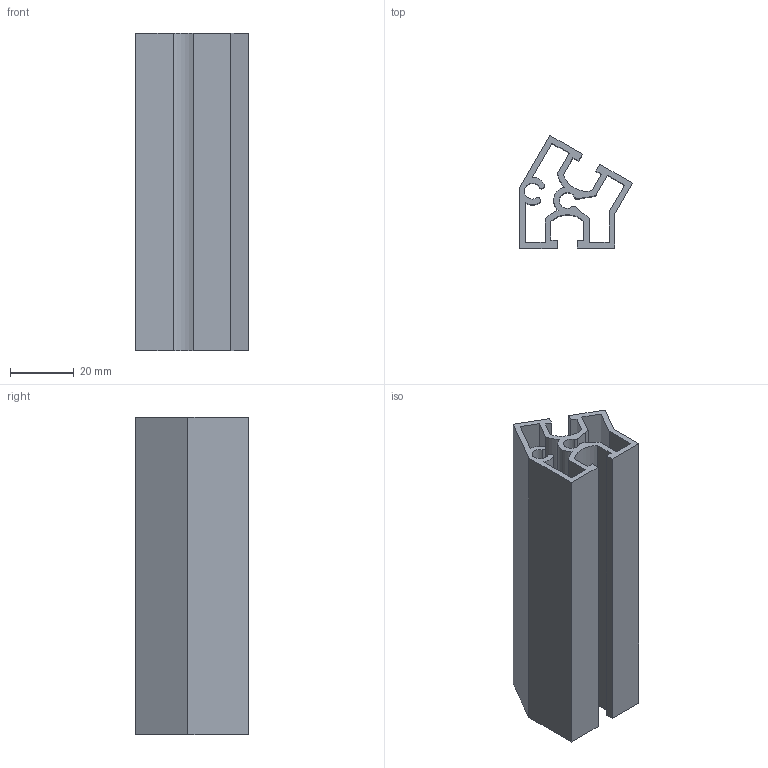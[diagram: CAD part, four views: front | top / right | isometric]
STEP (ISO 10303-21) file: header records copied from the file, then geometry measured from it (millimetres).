
FILE_DESCRIPTION((''),'2;1');
FILE_NAME('AF30A30-6.stp','2009-08-25T16:35:45',('Administrator'),(''),'Autodesk Inventor 2008','Autodesk Inventor 2008','');
FILE_SCHEMA(('AUTOMOTIVE_DESIGN { 1 0 10303 214 1 1 1 1 }'));
Length unit declared in the file: millimetre
Products named in the file (1): AF30A30-6
Bounding box: 35.49 x 35.49 x 100 mm (x, y, z)
Volume: 32375.2 mm3; surface area: 34898.2 mm2
Topology: 1 solids, 1 shells, 51 faces, 147 edges, 98 vertices
Faces by surface type: plane 36, cylinder 15
Entity records: 1705 total; most frequent: CARTESIAN_POINT 297, ORIENTED_EDGE 294, DIRECTION 281, EDGE_CURVE 147, VECTOR 117, LINE 117, VERTEX_POINT 98, AXIS2_PLACEMENT_3D 82
